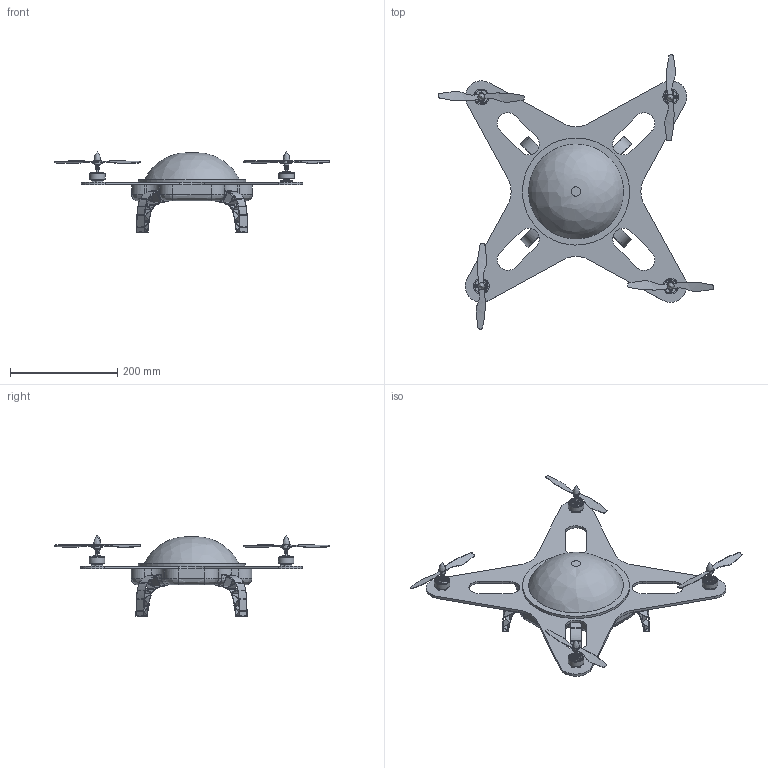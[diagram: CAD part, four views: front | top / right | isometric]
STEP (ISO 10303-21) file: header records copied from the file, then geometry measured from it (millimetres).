
FILE_DESCRIPTION(('FreeCAD Model'),'2;1');
FILE_NAME('Open CASCADE Shape Model','2025-04-26T20:59:55',('FreeCAD'),( 'FreeCAD'),'Open CASCADE STEP processor 7.6','FreeCAD','Unknown');
FILE_SCHEMA(('AUTOMOTIVE_DESIGN { 1 0 10303 214 1 1 1 1 }'));
Products named in the file (1): Open CASCADE STEP translator 7.6 1
Bounding box: 513.49 x 511.78 x 151 mm (x, y, z)
Volume: 1200612.1 mm3; surface area: 489056.9 mm2
Topology: 23 solids, 23 shells, 1208 faces, 3370 edges, 2175 vertices
Faces by surface type: bspline 1208
Entity records: 66265 total; most frequent: CARTESIAN_POINT 46475, ORIENTED_EDGE 6700, EDGE_CURVE 3350, B_SPLINE_CURVE_WITH_KNOTS 2673, VERTEX_POINT 2175, FACE_BOUND 1419, EDGE_LOOP 1419, ADVANCED_FACE 1208
